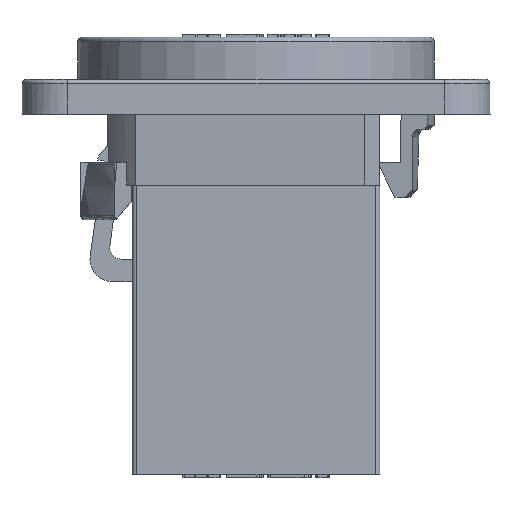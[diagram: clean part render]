
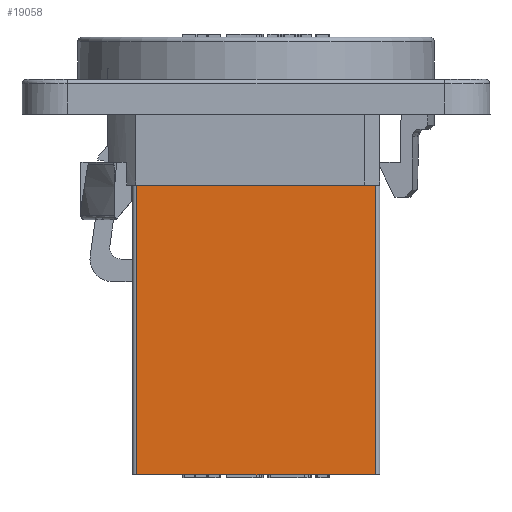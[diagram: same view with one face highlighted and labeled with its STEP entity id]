
A CAD part, front view. The second image highlights one B-rep face of the part: STEP entity #19058.
In plain terms, the highlighted planar face has unit normal (0, -1, 0).
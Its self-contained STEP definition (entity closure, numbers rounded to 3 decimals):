
#653=PLANE('',#20191);
#1455=FACE_OUTER_BOUND('',#2435,.T.);
#2435=EDGE_LOOP('',(#14260,#14261,#14262,#14263));
#3107=LINE('',#25839,#5321);
#3965=LINE('',#27914,#6179);
#3966=LINE('',#27915,#6180);
#3967=LINE('',#27916,#6181);
#5321=VECTOR('',#21054,15.8);
#6179=VECTOR('',#22876,15.8);
#6180=VECTOR('',#22877,23.9);
#6181=VECTOR('',#22878,23.9);
#7814=VERTEX_POINT('',#25825);
#7820=VERTEX_POINT('',#25837);
#8470=VERTEX_POINT('',#27912);
#8471=VERTEX_POINT('',#27913);
#9579=EDGE_CURVE('',#7820,#7814,#3107,.T.);
#10570=EDGE_CURVE('',#8470,#8471,#3965,.T.);
#10571=EDGE_CURVE('',#7814,#8471,#3966,.T.);
#10572=EDGE_CURVE('',#8470,#7820,#3967,.T.);
#14260=ORIENTED_EDGE('',*,*,#10570,.T.);
#14261=ORIENTED_EDGE('',*,*,#10571,.F.);
#14262=ORIENTED_EDGE('',*,*,#9579,.F.);
#14263=ORIENTED_EDGE('',*,*,#10572,.F.);
#19058=ADVANCED_FACE('',(#1455),#653,.T.);
#20191=AXIS2_PLACEMENT_3D('',#27911,#22874,#22875);
#21054=DIRECTION('',(-1.,0.,0.));
#22874=DIRECTION('center_axis',(0.,-1.,0.));
#22875=DIRECTION('ref_axis',(-1.,0.,0.));
#22876=DIRECTION('',(-1.,0.,0.));
#22877=DIRECTION('',(0.,0.,1.));
#22878=DIRECTION('',(0.,0.,-1.));
#25825=CARTESIAN_POINT('',(-28.421,-30.546,-14.47));
#25837=CARTESIAN_POINT('',(-12.621,-30.546,-14.47));
#25839=CARTESIAN_POINT('',(-12.321,-30.546,-14.47));
#27911=CARTESIAN_POINT('Origin',(-12.321,-30.546,14.53));
#27912=CARTESIAN_POINT('',(-12.621,-30.546,9.43));
#27913=CARTESIAN_POINT('',(-28.421,-30.546,9.43));
#27914=CARTESIAN_POINT('',(-24.621,-30.546,9.43));
#27915=CARTESIAN_POINT('',(-28.421,-30.546,14.53));
#27916=CARTESIAN_POINT('',(-12.621,-30.546,14.53));
